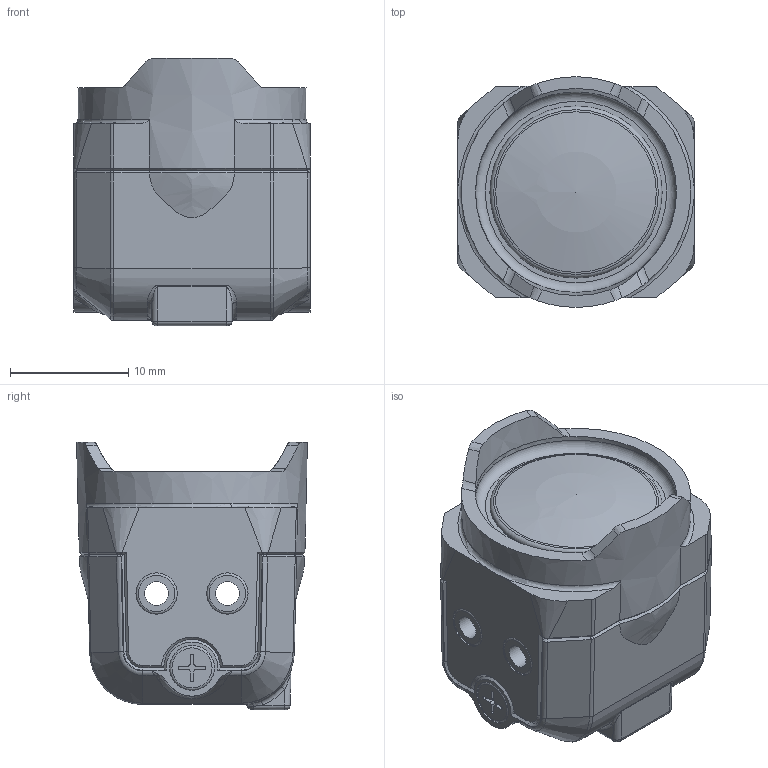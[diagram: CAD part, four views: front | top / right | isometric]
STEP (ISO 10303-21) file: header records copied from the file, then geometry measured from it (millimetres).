
FILE_DESCRIPTION(/* description */ (''),/* implementation_level */ '2;1');
FILE_NAME(/* name */ 'Camera.step',/* time_stamp */ '2023-07-10T19:29:02+07:00',/* author */ (''),/* organization */ (''),/* preprocessor_version */ 'ST-DEVELOPER v19.2',/* originating_system */ 'Autodesk Translation Framework v12.6.0.85',/* authorisation */ '');
FILE_SCHEMA (('AUTOMOTIVE_DESIGN { 1 0 10303 214 3 1 1 }'));
Length unit declared in the file: millimetre
Products named in the file (3): Camera; Body; Lens
Assembly tree (2 placements, depth 2):
  Camera
    Body
    Lens
Bounding box: 20 x 19.56 x 22.67 mm (x, y, z)
Volume: 6072.1 mm3; surface area: 6572.6 mm2
Topology: 9 solids, 9 shells, 309 faces, 767 edges, 474 vertices
Faces by surface type: plane 115, bspline 72, cylinder 66, cone 32, torus 20, sphere 4
Full cylindrical faces by diameter (mm): 2 x2, 2.873 x2, 3.5 x4, 3.8 x2
Entity records: 10902 total; most frequent: CARTESIAN_POINT 3884, ORIENTED_EDGE 1528, DIRECTION 1291, EDGE_CURVE 764, VERTEX_POINT 474, AXIS2_PLACEMENT_3D 472, LINE 347, VECTOR 347
